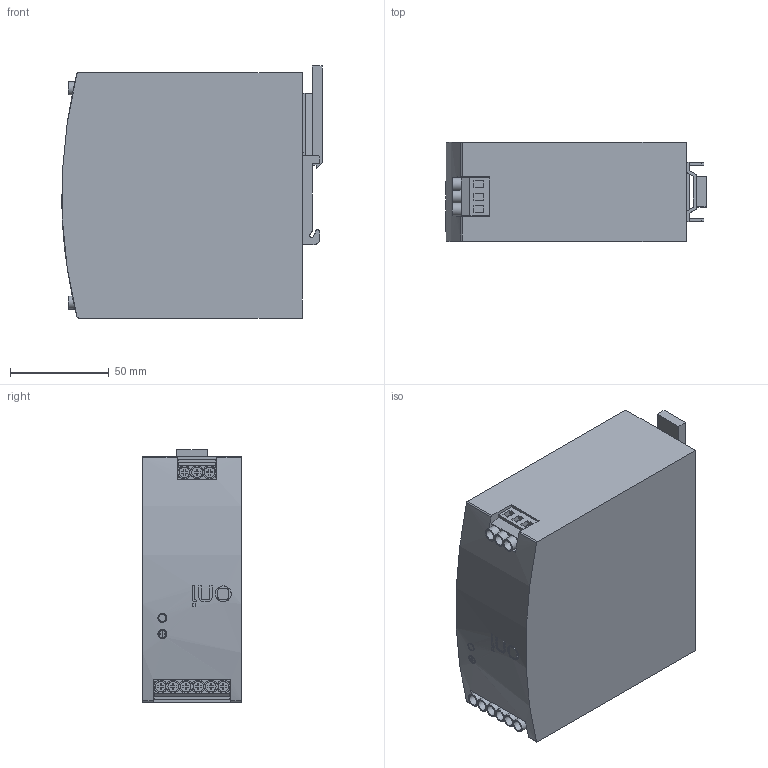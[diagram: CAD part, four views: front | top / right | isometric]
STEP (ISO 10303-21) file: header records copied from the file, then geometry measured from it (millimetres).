
FILE_DESCRIPTION(('STEP AP203'), '1');
FILE_NAME('Áëîê ïèòàíèÿ OPSE 220B AC 24B DC 360 Âò ONI', '', ('UNSPECIFIED'), ('UNSPECIFIED'), 'ASCON STEP Converter 1.6', 'ASCON Math Kernel', '');
FILE_SCHEMA(('CONFIG_CONTROL_DESIGN'));
Length unit declared in the file: millimetre
Bounding box: 131.68 x 50 x 127.5 mm (x, y, z)
Volume: 743168.4 mm3; surface area: 61963.7 mm2
Topology: 1 solids, 1 shells, 362 faces, 960 edges, 636 vertices
Faces by surface type: plane 292, cylinder 68, bspline 2
Full cylindrical faces by diameter (mm): 4.2 x2, 4.5 x2, 5.3 x9, 8 x1
Entity records: 15074 total; most frequent: CARTESIAN_POINT 3118, ORIENTED_EDGE 1884, DIRECTION 1779, EDGE_CURVE 942, LINE 781, VECTOR 781, VERTEX_POINT 634, AXIS2_PLACEMENT_3D 499
